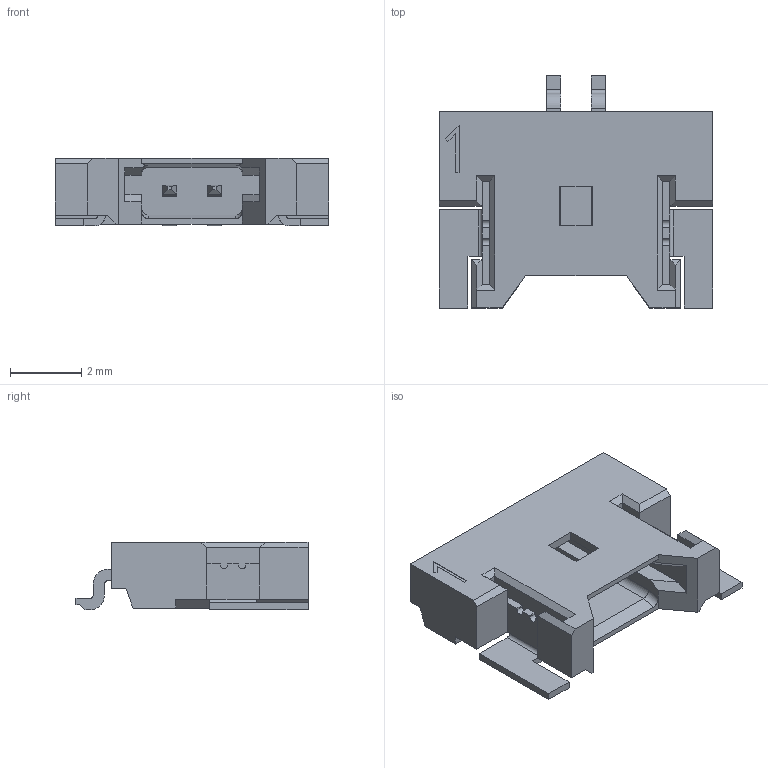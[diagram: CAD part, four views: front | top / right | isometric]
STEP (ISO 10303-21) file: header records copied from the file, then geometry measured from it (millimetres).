
FILE_DESCRIPTION(('FreeCAD Model'),'2;1');
FILE_NAME('Molex_Panelmate-53780-0270_02x1.25mm_Angled.step', '2016-05-12T10:25:40',('Author'),(''), 'Open CASCADE STEP processor 6.8','FreeCAD','Unknown');
FILE_SCHEMA(('AUTOMOTIVE_DESIGN_CC2 { 1 2 10303 214 -1 1 5 4 }'));
Length unit declared in the file: millimetre
Products named in the file (5): ASSEMBLY; pinGold0271; mount0271; body0271; pinGrey0271
Assembly tree (4 placements, depth 2):
  ASSEMBLY
    pinGold0271
    mount0271
    body0271
    pinGrey0271
Bounding box: 7.65 x 6.5 x 1.9 mm (x, y, z)
Volume: 42.7 mm3; surface area: 196.7 mm2
Topology: 7 solids, 7 shells, 194 faces, 503 edges, 324 vertices
Faces by surface type: plane 170, cylinder 24
Entity records: 14953 total; most frequent: CARTESIAN_POINT 4841, DIRECTION 1789, LINE 1297, VECTOR 1297, ORIENTED_EDGE 1006, PCURVE 1006, DEFINITIONAL_REPRESENTATION 1006, EDGE_CURVE 503
